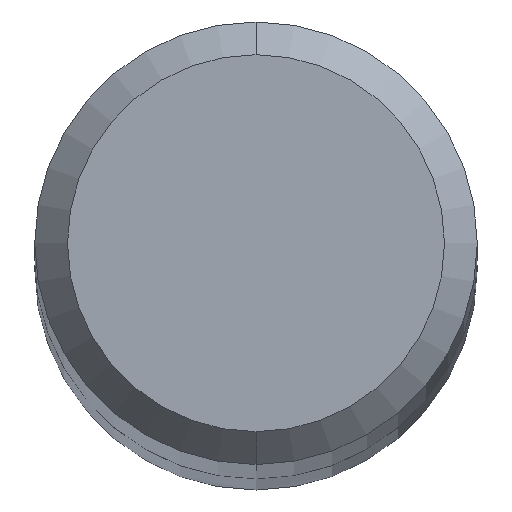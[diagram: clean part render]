
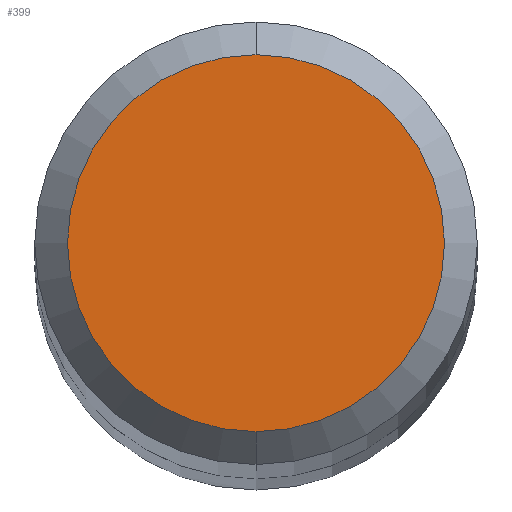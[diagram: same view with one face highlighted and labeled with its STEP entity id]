
A CAD part, top view. The second image highlights one B-rep face of the part: STEP entity #399.
In plain terms, the highlighted planar face has unit normal (0, 0, 1).
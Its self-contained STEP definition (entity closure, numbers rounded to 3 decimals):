
#327=VERTEX_POINT('',#626);
#365=EDGE_CURVE('',#403,#327,#668,.T.);
#381=EDGE_CURVE('',#327,#403,#685,.T.);
#399=ADVANCED_FACE('',(#705),#706,.T.);
#403=VERTEX_POINT('',#710);
#626=CARTESIAN_POINT('',(0.0,1.15,48.0));
#668=CIRCLE('',#1299,1.15);
#685=CIRCLE('',#1324,1.15);
#705=FACE_OUTER_BOUND('',#1352,.T.);
#706=PLANE('',#1353);
#710=CARTESIAN_POINT('',(0.,-1.15,48.0));
#1299=AXIS2_PLACEMENT_3D('',#1656,#1657,#1658);
#1324=AXIS2_PLACEMENT_3D('',#1677,#1678,#1679);
#1352=EDGE_LOOP('',(#1701,#1702));
#1353=AXIS2_PLACEMENT_3D('',#1703,#1704,#1705);
#1656=CARTESIAN_POINT('',(0.0,0.0,48.0));
#1657=DIRECTION('',(0.0,0.0,-1.0));
#1658=DIRECTION('',(0.0,1.0,0.0));
#1677=CARTESIAN_POINT('',(0.0,0.0,48.0));
#1678=DIRECTION('',(0.0,0.0,-1.0));
#1679=DIRECTION('',(0.0,1.0,0.0));
#1701=ORIENTED_EDGE('',*,*,#381,.F.);
#1702=ORIENTED_EDGE('',*,*,#365,.F.);
#1703=CARTESIAN_POINT('',(0.0,0.575,48.0));
#1704=DIRECTION('',(0.0,0.0,1.0));
#1705=DIRECTION('',(0.0,-1.0,0.0));
